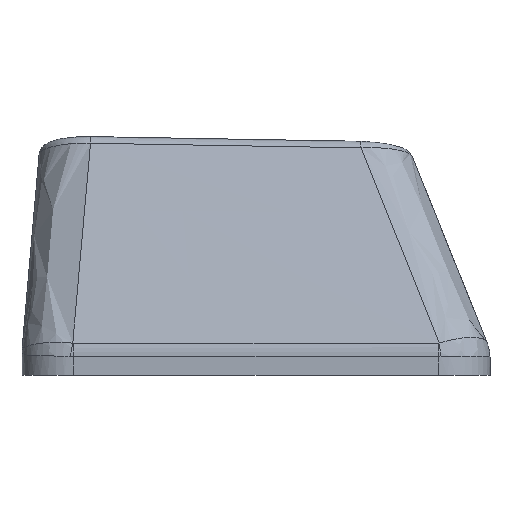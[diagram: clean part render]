
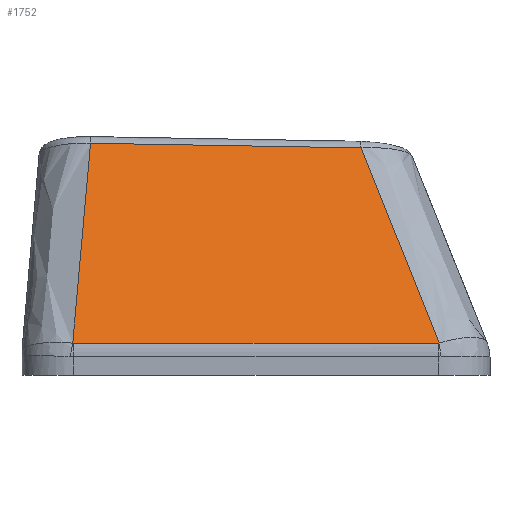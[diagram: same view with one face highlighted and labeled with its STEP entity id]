
A CAD part, left-side view. The second image highlights one B-rep face of the part: STEP entity #1752.
In plain terms, the highlighted free-form (B-spline) face has degree [3, 3] with [4, 4] control points.
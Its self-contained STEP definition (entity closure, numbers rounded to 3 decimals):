
#98=B_SPLINE_SURFACE_WITH_KNOTS('',3,3,((#3503,#3504,#3505,#3506),(#3507,
#3508,#3509,#3510),(#3511,#3512,#3513,#3514),(#3515,#3516,#3517,#3518)),
 .UNSPECIFIED.,.F.,.F.,.F.,(4,4),(4,4),(0.104,0.892),
(0.041,0.97),.UNSPECIFIED.);
#294=FACE_OUTER_BOUND('',#375,.T.);
#375=EDGE_LOOP('',(#1313,#1314,#1315,#1316,#1317,#1318));
#535=B_SPLINE_CURVE_WITH_KNOTS('',3,(#3199,#3200,#3201,#3202),
 .UNSPECIFIED.,.F.,.F.,(4,4),(0.,0.003),
 .UNSPECIFIED.);
#537=B_SPLINE_CURVE_WITH_KNOTS('',3,(#3226,#3227,#3228,#3229),
 .UNSPECIFIED.,.F.,.F.,(4,4),(0.,1.416),.UNSPECIFIED.);
#539=B_SPLINE_CURVE_WITH_KNOTS('',3,(#3253,#3254,#3255,#3256),
 .UNSPECIFIED.,.F.,.F.,(4,4),(0.,0.003),
 .UNSPECIFIED.);
#554=B_SPLINE_CURVE_WITH_KNOTS('',3,(#3520,#3521,#3522,#3523),
 .UNSPECIFIED.,.F.,.F.,(4,4),(0.039,0.904),
 .UNSPECIFIED.);
#555=B_SPLINE_CURVE_WITH_KNOTS('',3,(#3525,#3526,#3527,#3528),
 .UNSPECIFIED.,.F.,.F.,(4,4),(-1.049,0.),.UNSPECIFIED.);
#556=B_SPLINE_CURVE_WITH_KNOTS('',3,(#3529,#3530,#3531,#3532),
 .UNSPECIFIED.,.F.,.F.,(4,4),(-0.867,-0.037),
 .UNSPECIFIED.);
#737=VERTEX_POINT('',#3163);
#739=VERTEX_POINT('',#3192);
#741=VERTEX_POINT('',#3219);
#743=VERTEX_POINT('',#3246);
#759=VERTEX_POINT('',#3519);
#760=VERTEX_POINT('',#3524);
#967=EDGE_CURVE('',#737,#739,#535,.T.);
#970=EDGE_CURVE('',#739,#741,#537,.T.);
#973=EDGE_CURVE('',#741,#743,#539,.T.);
#997=EDGE_CURVE('',#759,#737,#554,.T.);
#998=EDGE_CURVE('',#760,#759,#555,.T.);
#999=EDGE_CURVE('',#743,#760,#556,.T.);
#1313=ORIENTED_EDGE('',*,*,#973,.F.);
#1314=ORIENTED_EDGE('',*,*,#970,.F.);
#1315=ORIENTED_EDGE('',*,*,#967,.F.);
#1316=ORIENTED_EDGE('',*,*,#997,.F.);
#1317=ORIENTED_EDGE('',*,*,#998,.F.);
#1318=ORIENTED_EDGE('',*,*,#999,.F.);
#1752=ADVANCED_FACE('',(#294),#98,.T.);
#3163=CARTESIAN_POINT('',(-8.981,-7.107,0.26));
#3192=CARTESIAN_POINT('',(-8.982,-7.081,0.258));
#3199=CARTESIAN_POINT('Ctrl Pts',(-8.981,-7.107,0.26));
#3200=CARTESIAN_POINT('Ctrl Pts',(-8.982,-7.098,0.259));
#3201=CARTESIAN_POINT('Ctrl Pts',(-8.982,-7.089,0.258));
#3202=CARTESIAN_POINT('Ctrl Pts',(-8.982,-7.081,0.258));
#3219=CARTESIAN_POINT('',(-8.986,7.08,0.253));
#3226=CARTESIAN_POINT('Ctrl Pts',(-8.982,-7.081,0.258));
#3227=CARTESIAN_POINT('Ctrl Pts',(-8.984,-2.36,0.256));
#3228=CARTESIAN_POINT('Ctrl Pts',(-8.985,2.36,0.255));
#3229=CARTESIAN_POINT('Ctrl Pts',(-8.986,7.08,0.253));
#3246=CARTESIAN_POINT('',(-8.985,7.111,0.256));
#3253=CARTESIAN_POINT('Ctrl Pts',(-8.986,7.08,0.253));
#3254=CARTESIAN_POINT('Ctrl Pts',(-8.986,7.091,0.253));
#3255=CARTESIAN_POINT('Ctrl Pts',(-8.986,7.101,0.254));
#3256=CARTESIAN_POINT('Ctrl Pts',(-8.985,7.111,0.256));
#3503=CARTESIAN_POINT('Ctrl Pts',(-6.097,-4.453,7.83));
#3504=CARTESIAN_POINT('Ctrl Pts',(-7.06,-5.339,5.303));
#3505=CARTESIAN_POINT('Ctrl Pts',(-8.023,-6.225,2.775));
#3506=CARTESIAN_POINT('Ctrl Pts',(-8.986,-7.111,0.247));
#3507=CARTESIAN_POINT('Ctrl Pts',(-6.097,-0.691,7.893));
#3508=CARTESIAN_POINT('Ctrl Pts',(-7.06,-1.251,5.345));
#3509=CARTESIAN_POINT('Ctrl Pts',(-8.023,-1.811,2.797));
#3510=CARTESIAN_POINT('Ctrl Pts',(-8.986,-2.37,0.249));
#3511=CARTESIAN_POINT('Ctrl Pts',(-6.097,3.071,7.955));
#3512=CARTESIAN_POINT('Ctrl Pts',(-7.06,2.837,5.387));
#3513=CARTESIAN_POINT('Ctrl Pts',(-8.023,2.604,2.819));
#3514=CARTESIAN_POINT('Ctrl Pts',(-8.986,2.37,0.251));
#3515=CARTESIAN_POINT('Ctrl Pts',(-6.097,6.832,8.017));
#3516=CARTESIAN_POINT('Ctrl Pts',(-7.06,6.925,5.429));
#3517=CARTESIAN_POINT('Ctrl Pts',(-8.023,7.018,2.841));
#3518=CARTESIAN_POINT('Ctrl Pts',(-8.986,7.111,0.253));
#3519=CARTESIAN_POINT('',(-6.099,-4.07,7.831));
#3520=CARTESIAN_POINT('Ctrl Pts',(-6.099,-4.07,7.831));
#3521=CARTESIAN_POINT('Ctrl Pts',(-7.059,-5.081,5.307));
#3522=CARTESIAN_POINT('Ctrl Pts',(-8.02,-6.094,2.783));
#3523=CARTESIAN_POINT('Ctrl Pts',(-8.981,-7.107,0.26));
#3524=CARTESIAN_POINT('',(-6.097,6.422,8.01));
#3525=CARTESIAN_POINT('Ctrl Pts',(-6.097,6.422,8.01));
#3526=CARTESIAN_POINT('Ctrl Pts',(-6.098,2.925,7.951));
#3527=CARTESIAN_POINT('Ctrl Pts',(-6.098,-0.573,
7.891));
#3528=CARTESIAN_POINT('Ctrl Pts',(-6.099,-4.07,7.831));
#3529=CARTESIAN_POINT('Ctrl Pts',(-8.985,7.111,0.256));
#3530=CARTESIAN_POINT('Ctrl Pts',(-8.023,6.882,2.841));
#3531=CARTESIAN_POINT('Ctrl Pts',(-7.061,6.652,5.426));
#3532=CARTESIAN_POINT('Ctrl Pts',(-6.097,6.422,8.01));
